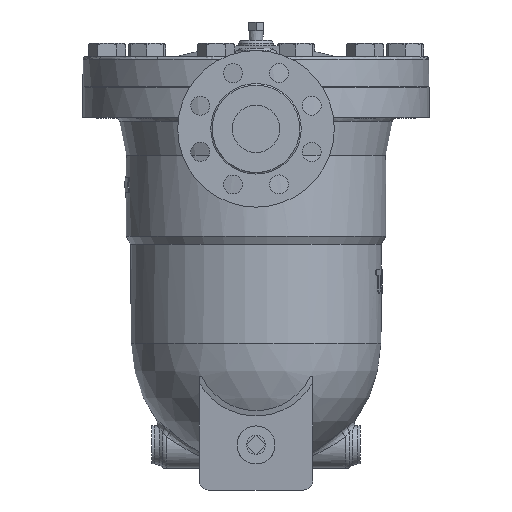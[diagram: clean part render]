
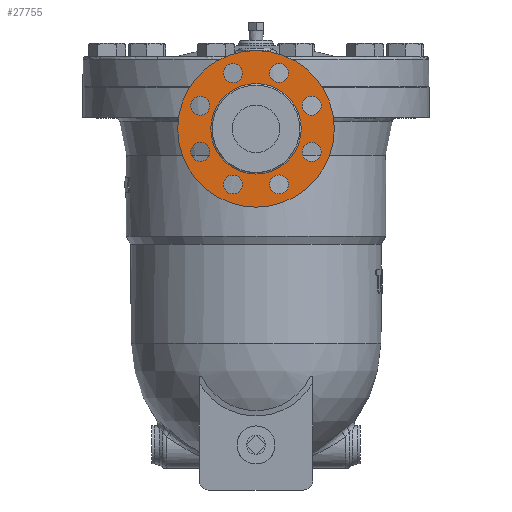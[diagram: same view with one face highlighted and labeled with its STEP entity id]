
A CAD part, left-side view. The second image highlights one B-rep face of the part: STEP entity #27755.
In plain terms, the highlighted planar face has unit normal (-1, 0, 0).
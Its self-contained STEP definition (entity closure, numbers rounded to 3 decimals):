
#27633=CARTESIAN_POINT('',(-256.4,0.0,3.65));
#27634=VERTEX_POINT('',#27633);
#27635=CARTESIAN_POINT('',(-256.4,0.0,-44.));
#27636=DIRECTION('',(-1.0,0.0,0.0));
#27637=DIRECTION('',(0.0,0.0,-1.0));
#27638=AXIS2_PLACEMENT_3D('',#27635,#27636,#27637);
#27639=CIRCLE('',#27638,47.65);
#27640=EDGE_CURVE('',#27634,#27634,#27639,.T.);
#27648=CARTESIAN_POINT('',(-256.4,0.0,20.275));
#27649=DIRECTION('',(-1.0,0.0,0.0));
#27650=DIRECTION('',(0.0,0.0,1.0));
#27651=AXIS2_PLACEMENT_3D('',#27648,#27649,#27650);
#27652=PLANE('',#27651);
#27653=CARTESIAN_POINT('',(-256.4,0.0,38.5));
#27654=VERTEX_POINT('',#27653);
#27655=CARTESIAN_POINT('',(-256.4,0.0,-44.));
#27656=DIRECTION('',(-1.0,0.0,0.0));
#27657=DIRECTION('',(0.0,0.0,1.0));
#27658=AXIS2_PLACEMENT_3D('',#27655,#27656,#27657);
#27659=CIRCLE('',#27658,82.5);
#27660=EDGE_CURVE('',#27654,#27654,#27659,.T.);
#27661=ORIENTED_EDGE('',*,*,#27660,.T.);
#27662=EDGE_LOOP('',(#27661));
#27663=FACE_OUTER_BOUND('',#27662,.T.);
#27664=CARTESIAN_POINT('',(-256.4,-24.3,-112.666));
#27665=VERTEX_POINT('',#27664);
#27666=CARTESIAN_POINT('',(-256.4,-24.3,-102.666));
#27667=DIRECTION('',(1.0,0.0,0.0));
#27668=DIRECTION('',(0.0,0.0,-1.0));
#27669=AXIS2_PLACEMENT_3D('',#27666,#27667,#27668);
#27670=CIRCLE('',#27669,10.0);
#27671=EDGE_CURVE('',#27665,#27665,#27670,.T.);
#27672=ORIENTED_EDGE('',*,*,#27671,.T.);
#27673=EDGE_LOOP('',(#27672));
#27674=FACE_BOUND('',#27673,.T.);
#27675=CARTESIAN_POINT('',(-256.4,31.371,-109.737));
#27676=VERTEX_POINT('',#27675);
#27677=CARTESIAN_POINT('',(-256.4,24.3,-102.666));
#27678=DIRECTION('',(1.0,0.,0.));
#27679=DIRECTION('',(0.,0.707,-0.707));
#27680=AXIS2_PLACEMENT_3D('',#27677,#27678,#27679);
#27681=CIRCLE('',#27680,10.0);
#27682=EDGE_CURVE('',#27676,#27676,#27681,.T.);
#27683=ORIENTED_EDGE('',*,*,#27682,.T.);
#27684=EDGE_LOOP('',(#27683));
#27685=FACE_BOUND('',#27684,.T.);
#27686=CARTESIAN_POINT('',(-256.4,-31.371,21.737));
#27687=VERTEX_POINT('',#27686);
#27688=CARTESIAN_POINT('',(-256.4,-24.3,14.666));
#27689=DIRECTION('',(1.0,0.,0.));
#27690=DIRECTION('',(0.,-0.707,0.707));
#27691=AXIS2_PLACEMENT_3D('',#27688,#27689,#27690);
#27692=CIRCLE('',#27691,10.0);
#27693=EDGE_CURVE('',#27687,#27687,#27692,.T.);
#27694=ORIENTED_EDGE('',*,*,#27693,.T.);
#27695=EDGE_LOOP('',(#27694));
#27696=FACE_BOUND('',#27695,.T.);
#27697=CARTESIAN_POINT('',(-256.4,-68.666,-19.7));
#27698=VERTEX_POINT('',#27697);
#27699=CARTESIAN_POINT('',(-256.4,-58.666,-19.7));
#27700=DIRECTION('',(1.0,0.0,0.0));
#27701=DIRECTION('',(0.0,-1.0,0.0));
#27702=AXIS2_PLACEMENT_3D('',#27699,#27700,#27701);
#27703=CIRCLE('',#27702,10.0);
#27704=EDGE_CURVE('',#27698,#27698,#27703,.T.);
#27705=ORIENTED_EDGE('',*,*,#27704,.T.);
#27706=EDGE_LOOP('',(#27705));
#27707=FACE_BOUND('',#27706,.T.);
#27708=CARTESIAN_POINT('',(-256.4,-65.737,-75.371));
#27709=VERTEX_POINT('',#27708);
#27710=CARTESIAN_POINT('',(-256.4,-58.666,-68.3));
#27711=DIRECTION('',(1.0,0.,0.));
#27712=DIRECTION('',(0.,-0.707,-0.707));
#27713=AXIS2_PLACEMENT_3D('',#27710,#27711,#27712);
#27714=CIRCLE('',#27713,10.0);
#27715=EDGE_CURVE('',#27709,#27709,#27714,.T.);
#27716=ORIENTED_EDGE('',*,*,#27715,.T.);
#27717=EDGE_LOOP('',(#27716));
#27718=FACE_BOUND('',#27717,.T.);
#27719=CARTESIAN_POINT('',(-256.4,68.666,-68.3));
#27720=VERTEX_POINT('',#27719);
#27721=CARTESIAN_POINT('',(-256.4,58.666,-68.3));
#27722=DIRECTION('',(1.0,0.0,0.0));
#27723=DIRECTION('',(0.0,1.0,0.0));
#27724=AXIS2_PLACEMENT_3D('',#27721,#27722,#27723);
#27725=CIRCLE('',#27724,10.0);
#27726=EDGE_CURVE('',#27720,#27720,#27725,.T.);
#27727=ORIENTED_EDGE('',*,*,#27726,.T.);
#27728=EDGE_LOOP('',(#27727));
#27729=FACE_BOUND('',#27728,.T.);
#27730=CARTESIAN_POINT('',(-256.4,65.737,-12.629));
#27731=VERTEX_POINT('',#27730);
#27732=CARTESIAN_POINT('',(-256.4,58.666,-19.7));
#27733=DIRECTION('',(1.0,0.,0.));
#27734=DIRECTION('',(0.,0.707,0.707));
#27735=AXIS2_PLACEMENT_3D('',#27732,#27733,#27734);
#27736=CIRCLE('',#27735,10.0);
#27737=EDGE_CURVE('',#27731,#27731,#27736,.T.);
#27738=ORIENTED_EDGE('',*,*,#27737,.T.);
#27739=EDGE_LOOP('',(#27738));
#27740=FACE_BOUND('',#27739,.T.);
#27741=CARTESIAN_POINT('',(-256.4,24.3,24.666));
#27742=VERTEX_POINT('',#27741);
#27743=CARTESIAN_POINT('',(-256.4,24.3,14.666));
#27744=DIRECTION('',(1.0,0.0,0.0));
#27745=DIRECTION('',(0.0,0.0,1.0));
#27746=AXIS2_PLACEMENT_3D('',#27743,#27744,#27745);
#27747=CIRCLE('',#27746,10.0);
#27748=EDGE_CURVE('',#27742,#27742,#27747,.T.);
#27749=ORIENTED_EDGE('',*,*,#27748,.T.);
#27750=EDGE_LOOP('',(#27749));
#27751=FACE_BOUND('',#27750,.T.);
#27752=ORIENTED_EDGE('',*,*,#27640,.F.);
#27753=EDGE_LOOP('',(#27752));
#27754=FACE_BOUND('',#27753,.T.);
#27755=ADVANCED_FACE('',(#27663,#27674,#27685,#27696,#27707,#27718,#27729,#27740,#27751,#27754),#27652,.T.);
